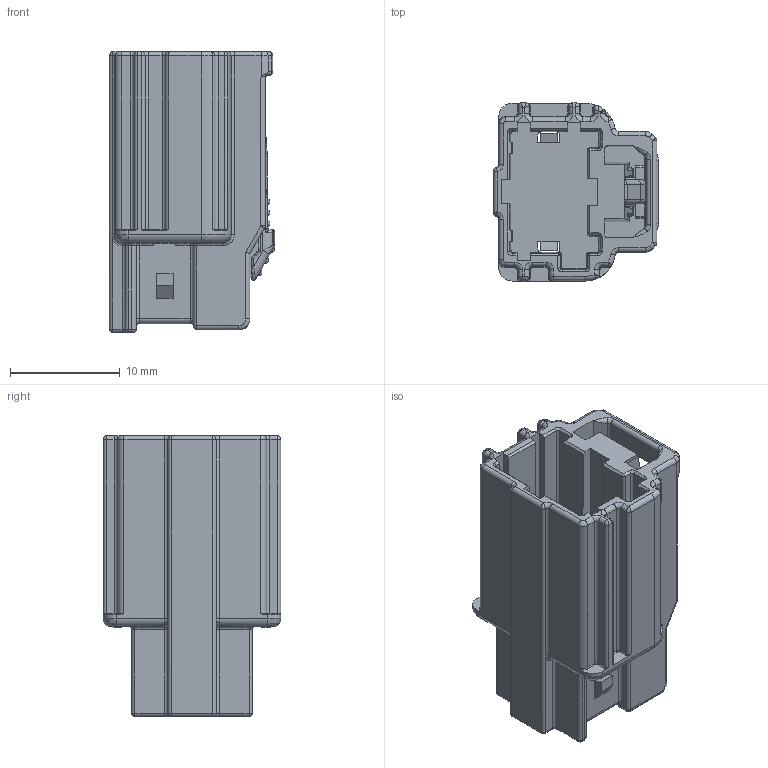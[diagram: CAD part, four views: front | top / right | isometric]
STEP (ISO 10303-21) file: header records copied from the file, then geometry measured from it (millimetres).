
FILE_DESCRIPTION(/* description */ (''),/* implementation_level */ '2;1');
FILE_NAME(/* name */ '35122188-CODE A.stp',/* time_stamp */ '2023-07-19T12:58:53+08:00',/* author */ (''),/* organization */ (''),/* preprocessor_version */ 'ST-DEVELOPER v16',/* originating_system */ 'SIEMENS PLM Software NX 11.0',/* authorisation */ '');
FILE_SCHEMA (('AUTOMOTIVE_DESIGN { 1 0 10303 214 3 1 1 1 }'));
Length unit declared in the file: millimetre
Products named in the file (1): 35122188-CODE A_step 11
Bounding box: 15.05 x 16.21 x 25.6 mm (x, y, z)
Volume: 2953.3 mm3; surface area: 3184.9 mm2
Topology: 1 solids, 3 shells, 1211 faces, 3061 edges, 1830 vertices
Faces by surface type: plane 507, cylinder 362, bspline 167, torus 98, sphere 46, extrusion 30, cone 1
Entity records: 39244 total; most frequent: CARTESIAN_POINT 11314, ORIENTED_EDGE 6008, DIRECTION 5618, EDGE_CURVE 3004, AXIS2_PLACEMENT_3D 1935, VERTEX_POINT 1825, VECTOR 1748, LINE 1718
